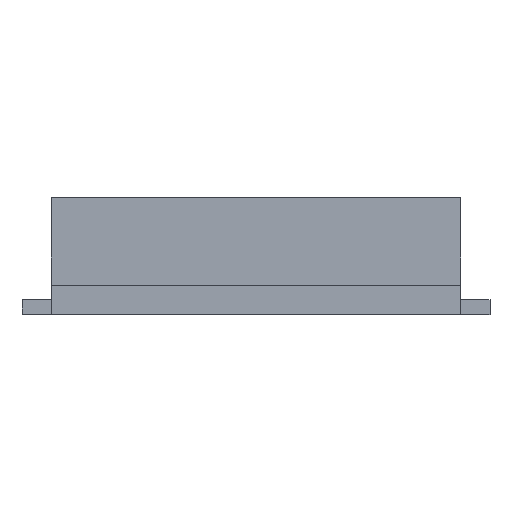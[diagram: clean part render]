
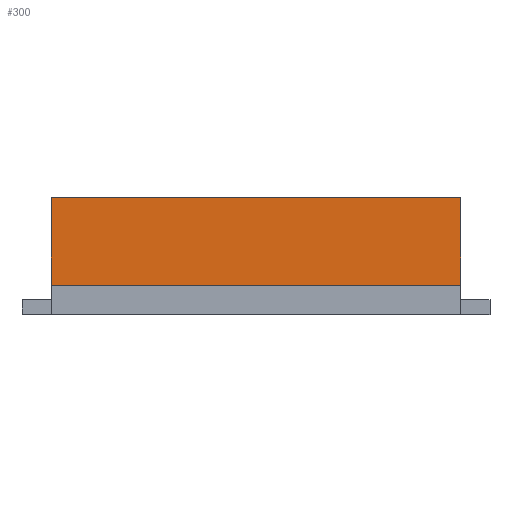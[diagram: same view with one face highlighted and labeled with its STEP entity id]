
A CAD part, top view. The second image highlights one B-rep face of the part: STEP entity #300.
In plain terms, the highlighted planar face has unit normal (0, 0, 1).
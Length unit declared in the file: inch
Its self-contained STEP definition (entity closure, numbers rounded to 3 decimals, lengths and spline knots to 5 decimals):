
#26=FACE_OUTER_BOUND('',#42,.T.);
#42=EDGE_LOOP('',(#245,#246,#247,#248));
#61=LINE('',#447,#101);
#76=LINE('',#478,#116);
#81=LINE('',#487,#121);
#82=LINE('',#488,#122);
#101=VECTOR('',#367,0.3937);
#116=VECTOR('',#392,0.3937);
#121=VECTOR('',#401,0.3937);
#122=VECTOR('',#402,0.3937);
#137=VERTEX_POINT('',#444);
#138=VERTEX_POINT('',#446);
#149=VERTEX_POINT('',#477);
#151=VERTEX_POINT('',#486);
#167=EDGE_CURVE('',#137,#138,#61,.T.);
#182=EDGE_CURVE('',#138,#149,#76,.T.);
#187=EDGE_CURVE('',#151,#137,#81,.T.);
#188=EDGE_CURVE('',#149,#151,#82,.T.);
#245=ORIENTED_EDGE('',*,*,#187,.F.);
#246=ORIENTED_EDGE('',*,*,#188,.F.);
#247=ORIENTED_EDGE('',*,*,#182,.F.);
#248=ORIENTED_EDGE('',*,*,#167,.F.);
#284=PLANE('',#336);
#300=ADVANCED_FACE('',(#26),#284,.T.);
#336=AXIS2_PLACEMENT_3D('',#485,#399,#400);
#367=DIRECTION('',(0.,1.,0.));
#392=DIRECTION('',(1.,0.,0.));
#399=DIRECTION('center_axis',(0.,0.,1.));
#400=DIRECTION('ref_axis',(1.,0.,0.));
#401=DIRECTION('',(-1.,0.,0.));
#402=DIRECTION('',(0.,-1.,0.));
#444=CARTESIAN_POINT('',(-3.5,0.25,0.));
#446=CARTESIAN_POINT('',(-3.5,1.75,0.));
#447=CARTESIAN_POINT('',(-3.5,-0.25,0.));
#477=CARTESIAN_POINT('',(3.5,1.75,0.));
#478=CARTESIAN_POINT('',(-3.5,1.75,0.));
#485=CARTESIAN_POINT('Origin',(0.,0.,
0.));
#486=CARTESIAN_POINT('',(3.5,0.25,0.));
#487=CARTESIAN_POINT('',(3.5,0.25,0.));
#488=CARTESIAN_POINT('',(3.5,1.75,0.));
